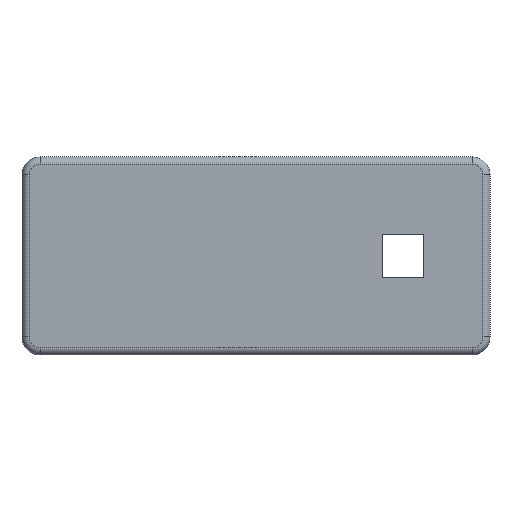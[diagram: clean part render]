
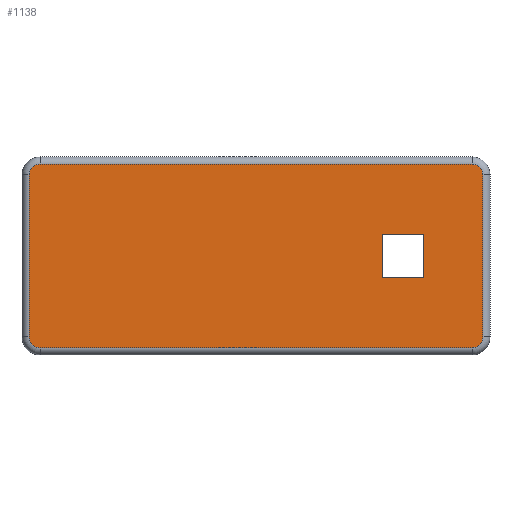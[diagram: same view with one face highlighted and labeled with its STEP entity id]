
A CAD part, left-side view. The second image highlights one B-rep face of the part: STEP entity #1138.
In plain terms, the highlighted planar face has unit normal (-1, 0, 0).
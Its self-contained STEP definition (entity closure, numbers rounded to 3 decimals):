
#19=FACE_BOUND($,#191,.T.);
#20=FACE_BOUND($,#192,.T.);
#45=CIRCLE($,#1207,3.);
#51=CIRCLE($,#1215,3.);
#55=CIRCLE($,#1221,3.);
#59=CIRCLE($,#1227,3.);
#191=EDGE_LOOP($,(#941,#942,#943,#944));
#192=EDGE_LOOP($,(#945,#946,#947,#948,#949,#950,#951,#952));
#275=LINE($,#1714,#399);
#278=LINE($,#1720,#402);
#281=LINE($,#1726,#405);
#284=LINE($,#1730,#408);
#306=LINE($,#1810,#430);
#308=LINE($,#1822,#432);
#310=LINE($,#1834,#434);
#311=LINE($,#1842,#435);
#399=VECTOR($,#1370,11.5);
#402=VECTOR($,#1375,12.);
#405=VECTOR($,#1380,11.5);
#408=VECTOR($,#1385,12.);
#430=VECTOR($,#1463,120.);
#432=VECTOR($,#1477,45.);
#434=VECTOR($,#1491,120.);
#435=VECTOR($,#1502,45.);
#503=VERTEX_POINT($,#1711);
#504=VERTEX_POINT($,#1713);
#506=VERTEX_POINT($,#1719);
#508=VERTEX_POINT($,#1725);
#534=VERTEX_POINT($,#1798);
#535=VERTEX_POINT($,#1800);
#537=VERTEX_POINT($,#1806);
#539=VERTEX_POINT($,#1812);
#541=VERTEX_POINT($,#1818);
#543=VERTEX_POINT($,#1824);
#545=VERTEX_POINT($,#1830);
#547=VERTEX_POINT($,#1836);
#627=EDGE_CURVE($,#504,#503,#275,.T.);
#630=EDGE_CURVE($,#506,#504,#278,.T.);
#633=EDGE_CURVE($,#508,#506,#281,.T.);
#636=EDGE_CURVE($,#503,#508,#284,.T.);
#670=EDGE_CURVE($,#534,#535,#45,.T.);
#675=EDGE_CURVE($,#535,#537,#306,.T.);
#678=EDGE_CURVE($,#537,#539,#51,.T.);
#681=EDGE_CURVE($,#539,#541,#308,.T.);
#684=EDGE_CURVE($,#541,#543,#55,.T.);
#687=EDGE_CURVE($,#543,#545,#310,.T.);
#690=EDGE_CURVE($,#545,#547,#59,.T.);
#691=EDGE_CURVE($,#547,#534,#311,.T.);
#941=ORIENTED_EDGE($,*,*,#633,.T.);
#942=ORIENTED_EDGE($,*,*,#630,.T.);
#943=ORIENTED_EDGE($,*,*,#627,.T.);
#944=ORIENTED_EDGE($,*,*,#636,.T.);
#945=ORIENTED_EDGE($,*,*,#670,.F.);
#946=ORIENTED_EDGE($,*,*,#691,.F.);
#947=ORIENTED_EDGE($,*,*,#690,.F.);
#948=ORIENTED_EDGE($,*,*,#687,.F.);
#949=ORIENTED_EDGE($,*,*,#684,.F.);
#950=ORIENTED_EDGE($,*,*,#681,.F.);
#951=ORIENTED_EDGE($,*,*,#678,.F.);
#952=ORIENTED_EDGE($,*,*,#675,.F.);
#1080=PLANE($,#1233);
#1138=ADVANCED_FACE($,(#19,#20),#1080,.F.);
#1207=AXIS2_PLACEMENT_3D($,#1801,#1452,#1453);
#1215=AXIS2_PLACEMENT_3D($,#1816,#1470,#1471);
#1221=AXIS2_PLACEMENT_3D($,#1828,#1484,#1485);
#1227=AXIS2_PLACEMENT_3D($,#1840,#1498,#1499);
#1233=AXIS2_PLACEMENT_3D($,#1853,#1517,#1518);
#1370=DIRECTION($,(0.,-1.,0.));
#1375=DIRECTION($,(0.,0.,1.));
#1380=DIRECTION($,(0.,1.,0.));
#1385=DIRECTION($,(0.,0.,-1.));
#1452=DIRECTION('center_axis',(1.,0.,0.));
#1453=DIRECTION('ref_axis',(0.,-0.707,-0.707));
#1463=DIRECTION($,(0.,1.,0.));
#1470=DIRECTION('center_axis',(1.,0.,0.));
#1471=DIRECTION('ref_axis',(0.,0.707,-0.707));
#1477=DIRECTION($,(0.,0.,1.));
#1484=DIRECTION('center_axis',(1.,0.,0.));
#1485=DIRECTION('ref_axis',(0.,0.707,0.707));
#1491=DIRECTION($,(0.,-1.,0.));
#1498=DIRECTION('center_axis',(1.,0.,0.));
#1499=DIRECTION('ref_axis',(0.,-0.707,0.707));
#1502=DIRECTION($,(0.,0.,-1.));
#1517=DIRECTION('center_axis',(1.,0.,0.));
#1518=DIRECTION('ref_axis',(0.,0.,-1.));
#1711=CARTESIAN_POINT('',(-20.,-46.625,6.));
#1713=CARTESIAN_POINT('',(-20.,-35.125,6.));
#1714=CARTESIAN_POINT($,(-20.,-17.562,6.));
#1719=CARTESIAN_POINT('',(-20.,-35.125,-6.));
#1720=CARTESIAN_POINT($,(-20.,-35.125,-3.));
#1725=CARTESIAN_POINT('',(-20.,-46.625,-6.));
#1726=CARTESIAN_POINT($,(-20.,-23.312,-6.));
#1730=CARTESIAN_POINT($,(-20.,-46.625,3.));
#1798=CARTESIAN_POINT('',(-20.,-63.,-22.5));
#1800=CARTESIAN_POINT('',(-20.,-60.,-25.5));
#1801=CARTESIAN_POINT('Origin',(-20.,-60.,-22.5));
#1806=CARTESIAN_POINT('',(-20.,60.,-25.5));
#1810=CARTESIAN_POINT($,(-20.,32.5,-25.5));
#1812=CARTESIAN_POINT('',(-20.,63.,-22.5));
#1816=CARTESIAN_POINT('Origin',(-20.,60.,-22.5));
#1818=CARTESIAN_POINT('',(-20.,63.,22.5));
#1822=CARTESIAN_POINT($,(-20.,63.,13.75));
#1824=CARTESIAN_POINT('',(-20.,60.,25.5));
#1828=CARTESIAN_POINT('Origin',(-20.,60.,22.5));
#1830=CARTESIAN_POINT('',(-20.,-60.,25.5));
#1834=CARTESIAN_POINT($,(-20.,-32.5,25.5));
#1836=CARTESIAN_POINT('',(-20.,-63.,22.5));
#1840=CARTESIAN_POINT('Origin',(-20.,-60.,22.5));
#1842=CARTESIAN_POINT($,(-20.,-63.,-13.75));
#1853=CARTESIAN_POINT('Origin',(-20.,0.,0.));
